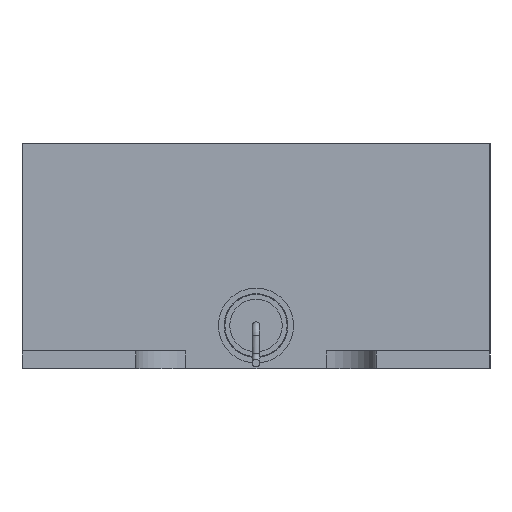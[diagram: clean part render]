
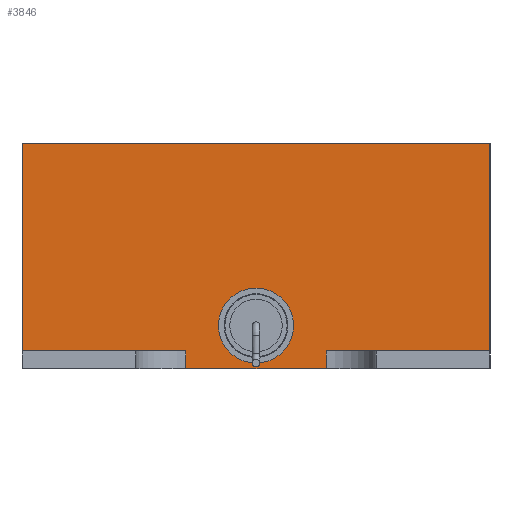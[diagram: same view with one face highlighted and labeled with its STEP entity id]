
A CAD part, left-side view. The second image highlights one B-rep face of the part: STEP entity #3846.
In plain terms, the highlighted planar face has unit normal (-1, 0, 0).
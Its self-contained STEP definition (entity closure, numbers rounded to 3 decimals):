
#3846=ADVANCED_FACE('',(#10737,#10739),#10741,.F.);
#10737=FACE_BOUND('',#10738,.T.);
#10738=EDGE_LOOP('',(#13213,#13214,#13215,#13216,#13217,#13218,#13219,#13220));
#10739=FACE_BOUND('',#10740,.T.);
#10740=EDGE_LOOP('',(#13221));
#10741=PLANE('',#10742);
#10742=AXIS2_PLACEMENT_3D('',#10743,#10744,#10745);
#10743=CARTESIAN_POINT('',(3.2,4.55,9.));
#10744=DIRECTION('',(1.,0.,0.));
#10745=DIRECTION('',(0.,0.,-1.));
#13213=ORIENTED_EDGE('',*,*,#14512,.T.);
#13214=ORIENTED_EDGE('',*,*,#14513,.T.);
#13215=ORIENTED_EDGE('',*,*,#14514,.F.);
#13216=ORIENTED_EDGE('',*,*,#14497,.T.);
#13217=ORIENTED_EDGE('',*,*,#14515,.F.);
#13218=ORIENTED_EDGE('',*,*,#14511,.F.);
#13219=ORIENTED_EDGE('',*,*,#14516,.F.);
#13220=ORIENTED_EDGE('',*,*,#14517,.T.);
#13221=ORIENTED_EDGE('',*,*,#13407,.F.);
#13407=EDGE_CURVE('',#14620,#14620,#14621,.T.);
#14497=EDGE_CURVE('',#16452,#16450,#16453,.T.);
#14511=EDGE_CURVE('',#16473,#16469,#16475,.T.);
#14512=EDGE_CURVE('',#16476,#16477,#16478,.T.);
#14513=EDGE_CURVE('',#16477,#16479,#16480,.T.);
#14514=EDGE_CURVE('',#16452,#16479,#16481,.T.);
#14515=EDGE_CURVE('',#16469,#16450,#16482,.T.);
#14516=EDGE_CURVE('',#16483,#16473,#16484,.T.);
#14517=EDGE_CURVE('',#16483,#16476,#16485,.T.);
#14620=VERTEX_POINT('',#17211);
#14621=CIRCLE('',#17212,1.5);
#16450=VERTEX_POINT('',#35164);
#16452=VERTEX_POINT('',#35168);
#16453=LINE('',#35169,#35170);
#16469=VERTEX_POINT('',#35205);
#16473=VERTEX_POINT('',#35215);
#16475=LINE('',#35219,#35220);
#16476=VERTEX_POINT('',#35222);
#16477=VERTEX_POINT('',#35223);
#16478=LINE('',#35224,#35225);
#16479=VERTEX_POINT('',#35227);
#16480=LINE('',#35228,#35229);
#16481=LINE('',#35231,#35232);
#16482=LINE('',#35234,#35235);
#16483=VERTEX_POINT('',#35237);
#16484=LINE('',#35238,#35239);
#16485=LINE('',#35241,#35242);
#17211=CARTESIAN_POINT('',(3.2,9.35,3.22));
#17212=AXIS2_PLACEMENT_3D('',#17213,#17214,#17215);
#17213=CARTESIAN_POINT('',(3.2,9.35,1.72));
#17214=DIRECTION('',(-1.,-0.,-0.));
#17215=DIRECTION('',(0.,0.,-1.));
#35164=CARTESIAN_POINT('',(3.2,0.,9.));
#35168=CARTESIAN_POINT('',(3.2,0.,0.71));
#35169=CARTESIAN_POINT('',(3.2,0.,0.71));
#35170=VECTOR('',#35171,1.);
#35171=DIRECTION('',(0.,0.,1.));
#35205=CARTESIAN_POINT('',(3.2,18.7,9.));
#35215=CARTESIAN_POINT('',(3.2,18.7,0.71));
#35219=CARTESIAN_POINT('',(3.2,18.7,0.71));
#35220=VECTOR('',#35221,1.);
#35221=DIRECTION('',(0.,0.,1.));
#35222=CARTESIAN_POINT('',(3.2,12.15,0.));
#35223=CARTESIAN_POINT('',(3.2,6.55,0.));
#35224=CARTESIAN_POINT('',(3.2,12.15,0.));
#35225=VECTOR('',#35226,1.);
#35226=DIRECTION('',(0.,-1.,0.));
#35227=CARTESIAN_POINT('',(3.2,6.55,0.71));
#35228=CARTESIAN_POINT('',(3.2,6.55,0.));
#35229=VECTOR('',#35230,1.);
#35230=DIRECTION('',(0.,0.,1.));
#35231=CARTESIAN_POINT('',(3.2,0.,0.71));
#35232=VECTOR('',#35233,1.);
#35233=DIRECTION('',(0.,1.,0.));
#35234=CARTESIAN_POINT('',(3.2,18.7,9.));
#35235=VECTOR('',#35236,1.);
#35236=DIRECTION('',(0.,-1.,0.));
#35237=CARTESIAN_POINT('',(3.2,12.15,0.71));
#35238=CARTESIAN_POINT('',(3.2,12.15,0.71));
#35239=VECTOR('',#35240,1.);
#35240=DIRECTION('',(0.,1.,0.));
#35241=CARTESIAN_POINT('',(3.2,12.15,0.71));
#35242=VECTOR('',#35243,1.);
#35243=DIRECTION('',(0.,0.,-1.));
